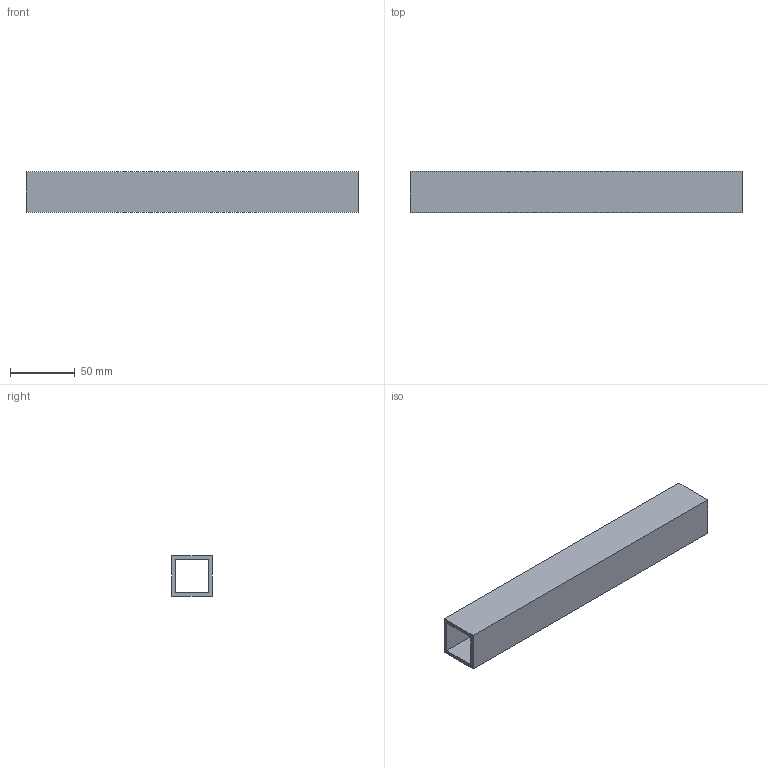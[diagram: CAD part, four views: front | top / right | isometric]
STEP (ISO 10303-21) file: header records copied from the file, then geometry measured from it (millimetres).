
FILE_DESCRIPTION(('FreeCAD Model'),'2;1');
FILE_NAME('Chassis-Bottom-Part-7.step','2015-12-18T00:48:55',(''),(''), 'Open CASCADE STEP processor 6.8','FreeCAD','Unknown');
FILE_SCHEMA(('AUTOMOTIVE_DESIGN_CC2 { 1 2 10303 214 -1 1 5 4 }'));
Length unit declared in the file: millimetre
Products named in the file (2): ASSEMBLY; Pad
Assembly tree (1 placements, depth 2):
  ASSEMBLY
    Pad
Bounding box: 257.18 x 31.75 x 31.75 mm (x, y, z)
Volume: 82540.7 mm3; surface area: 60268.2 mm2
Topology: 1 solids, 1 shells, 10 faces, 24 edges, 16 vertices
Faces by surface type: plane 10
Entity records: 643 total; most frequent: CARTESIAN_POINT 100, DIRECTION 96, LINE 72, VECTOR 72, ORIENTED_EDGE 48, PCURVE 48, DEFINITIONAL_REPRESENTATION 48, EDGE_CURVE 24
